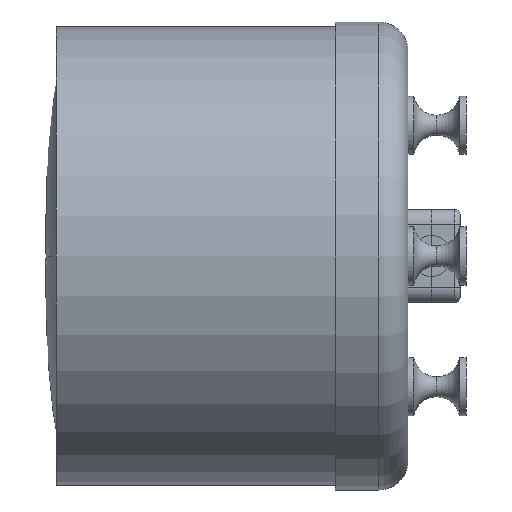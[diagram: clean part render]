
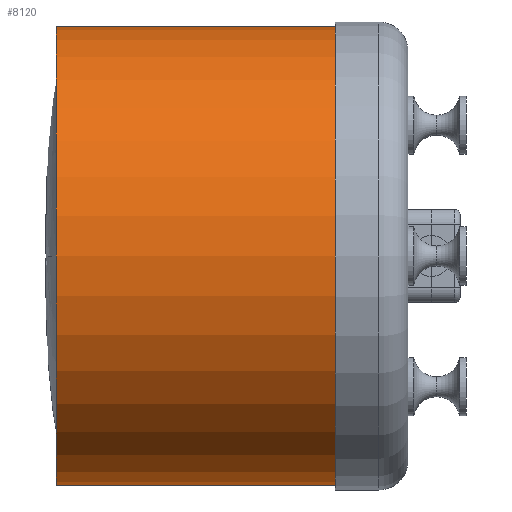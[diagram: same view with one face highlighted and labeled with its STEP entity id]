
A CAD part, left-side view. The second image highlights one B-rep face of the part: STEP entity #8120.
In plain terms, the highlighted cylindrical face has radius 79 mm (diameter 158 mm), a partial arc.
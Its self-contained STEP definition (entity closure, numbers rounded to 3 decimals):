
#338 = CARTESIAN_POINT ( 'NONE',  ( -25.503, 12.899, 79. ) ) ;
#370 = ORIENTED_EDGE ( 'NONE', *, *, #7233, .T. ) ;
#599 = CYLINDRICAL_SURFACE ( 'NONE', #6159, 79. ) ;
#731 = DIRECTION ( 'NONE',  ( 0., 1., 0. ) ) ;
#1070 = CIRCLE ( 'NONE', #4383, 79. ) ;
#1125 = DIRECTION ( 'NONE',  ( 0., 1., 0. ) ) ;
#1261 = EDGE_CURVE ( 'NONE', #4192, #2358, #4064, .T. ) ;
#1585 = LINE ( 'NONE', #7080, #1794 ) ;
#1651 = EDGE_LOOP ( 'NONE', ( #7480, #2197, #370, #6850 ) ) ;
#1794 = VECTOR ( 'NONE', #2253, 1000. ) ;
#1863 = CARTESIAN_POINT ( 'NONE',  ( -25.503, 12.899, -79. ) ) ;
#2197 = ORIENTED_EDGE ( 'NONE', *, *, #1261, .T. ) ;
#2253 = DIRECTION ( 'NONE',  ( 0., 1., 0. ) ) ;
#2358 = VERTEX_POINT ( 'NONE', #7229 ) ;
#2620 = FACE_OUTER_BOUND ( 'NONE', #1651, .T. ) ;
#2945 = DIRECTION ( 'NONE',  ( 0., 1., 0. ) ) ;
#3046 = DIRECTION ( 'NONE',  ( 0., 1., 0. ) ) ;
#3473 = CARTESIAN_POINT ( 'NONE',  ( -25.503, 147.03, -79. ) ) ;
#3904 = DIRECTION ( 'NONE',  ( 0., 0., 1. ) ) ;
#4064 = CIRCLE ( 'NONE', #7179, 79. ) ;
#4192 = VERTEX_POINT ( 'NONE', #5329 ) ;
#4193 = VERTEX_POINT ( 'NONE', #1863 ) ;
#4383 = AXIS2_PLACEMENT_3D ( 'NONE', #7072, #2945, #7756 ) ;
#5329 = CARTESIAN_POINT ( 'NONE',  ( -25.503, -96.101, -79. ) ) ;
#5971 = CARTESIAN_POINT ( 'NONE',  ( -25.503, 147.03, 0. ) ) ;
#6088 = EDGE_CURVE ( 'NONE', #4193, #6233, #1070, .T. ) ;
#6159 = AXIS2_PLACEMENT_3D ( 'NONE', #5971, #1125, #3904 ) ;
#6233 = VERTEX_POINT ( 'NONE', #338 ) ;
#6599 = VECTOR ( 'NONE', #731, 1000. ) ;
#6850 = ORIENTED_EDGE ( 'NONE', *, *, #6088, .F. ) ;
#7072 = CARTESIAN_POINT ( 'NONE',  ( -25.503, 12.899, 0. ) ) ;
#7080 = CARTESIAN_POINT ( 'NONE',  ( -25.503, 147.03, 79. ) ) ;
#7157 = DIRECTION ( 'NONE',  ( 0., 0., 1. ) ) ;
#7179 = AXIS2_PLACEMENT_3D ( 'NONE', #7846, #3046, #7157 ) ;
#7229 = CARTESIAN_POINT ( 'NONE',  ( -25.503, -96.101, 79. ) ) ;
#7233 = EDGE_CURVE ( 'NONE', #2358, #6233, #1585, .T. ) ;
#7480 = ORIENTED_EDGE ( 'NONE', *, *, #7763, .F. ) ;
#7756 = DIRECTION ( 'NONE',  ( 0., 0., 1. ) ) ;
#7763 = EDGE_CURVE ( 'NONE', #4192, #4193, #8426, .T. ) ;
#7846 = CARTESIAN_POINT ( 'NONE',  ( -25.503, -96.101, 0. ) ) ;
#8120 = ADVANCED_FACE ( 'NONE', ( #2620 ), #599, .T. ) ;
#8426 = LINE ( 'NONE', #3473, #6599 ) ;
